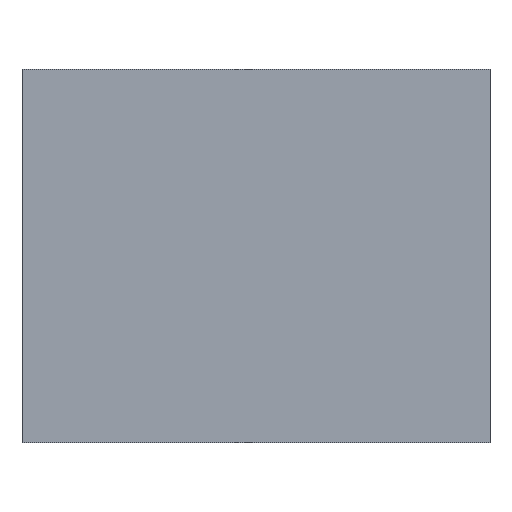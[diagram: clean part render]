
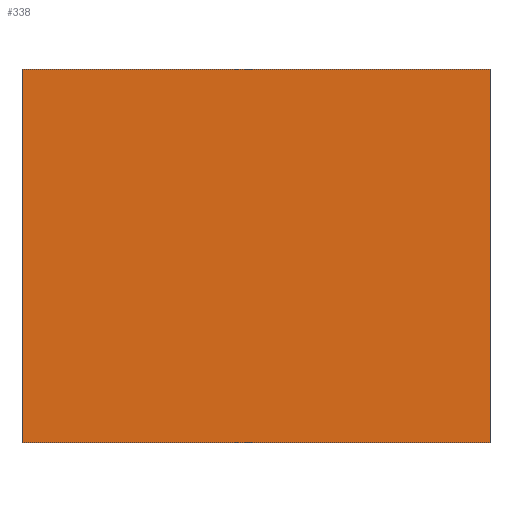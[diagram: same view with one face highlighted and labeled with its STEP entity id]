
A CAD part, front view. The second image highlights one B-rep face of the part: STEP entity #338.
In plain terms, the highlighted planar face has unit normal (0, -1, 0).
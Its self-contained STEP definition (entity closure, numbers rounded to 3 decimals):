
#60=LINE('',#479,#74);
#63=LINE('',#485,#77);
#66=LINE('',#491,#80);
#69=LINE('',#495,#83);
#74=VECTOR('',#414,10.);
#77=VECTOR('',#419,10.);
#80=VECTOR('',#424,10.);
#83=VECTOR('',#429,10.);
#94=FACE_OUTER_BOUND('',#119,.T.);
#119=EDGE_LOOP('',(#248,#249,#250,#251));
#153=VERTEX_POINT('',#476);
#154=VERTEX_POINT('',#478);
#156=VERTEX_POINT('',#484);
#158=VERTEX_POINT('',#490);
#185=EDGE_CURVE('',#154,#153,#60,.T.);
#188=EDGE_CURVE('',#156,#154,#63,.T.);
#191=EDGE_CURVE('',#158,#156,#66,.T.);
#194=EDGE_CURVE('',#153,#158,#69,.T.);
#248=ORIENTED_EDGE('',*,*,#194,.T.);
#249=ORIENTED_EDGE('',*,*,#191,.T.);
#250=ORIENTED_EDGE('',*,*,#188,.T.);
#251=ORIENTED_EDGE('',*,*,#185,.T.);
#323=PLANE('',#381);
#338=ADVANCED_FACE('',(#94),#323,.T.);
#381=AXIS2_PLACEMENT_3D('',#496,#430,#431);
#414=DIRECTION('',(-1.,0.,0.));
#419=DIRECTION('',(0.,0.,1.));
#424=DIRECTION('',(1.,0.,0.));
#429=DIRECTION('',(0.,0.,-1.));
#430=DIRECTION('center_axis',(0.,-1.,0.));
#431=DIRECTION('ref_axis',(0.,0.,-1.));
#476=CARTESIAN_POINT('',(-87.755,-38.35,80.232));
#478=CARTESIAN_POINT('',(116.221,-38.35,80.232));
#479=CARTESIAN_POINT('',(116.221,-38.35,80.232));
#484=CARTESIAN_POINT('',(116.221,-38.35,-82.613));
#485=CARTESIAN_POINT('',(116.221,-38.35,-82.613));
#490=CARTESIAN_POINT('',(-87.755,-38.35,-82.613));
#491=CARTESIAN_POINT('',(-87.755,-38.35,-82.613));
#495=CARTESIAN_POINT('',(-87.755,-38.35,80.232));
#496=CARTESIAN_POINT('Origin',(14.233,-38.35,-1.191));
